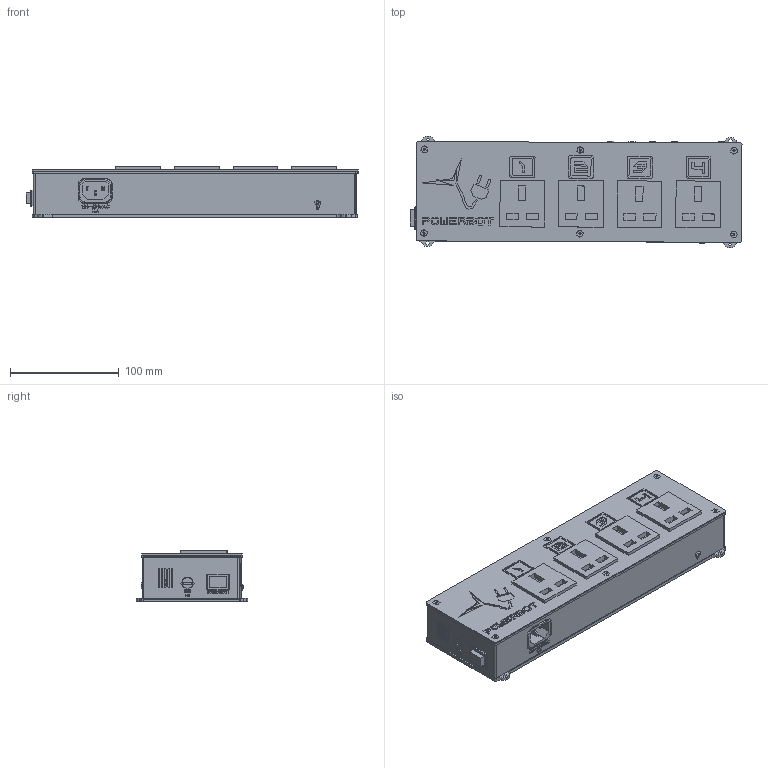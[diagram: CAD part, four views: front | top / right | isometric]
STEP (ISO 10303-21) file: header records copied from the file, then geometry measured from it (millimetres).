
FILE_DESCRIPTION (( 'STEP AP214' ), '1' );
FILE_NAME ('PowerBot_HW04.STEP', '2019-11-19T18:22:58', ( '' ), ( '' ), 'SwSTEP 2.0', 'SolidWorks 2016', '' );
FILE_SCHEMA (( 'AUTOMOTIVE_DESIGN' ));
Length unit declared in the file: millimetre
Products named in the file (15): 120000400012000_Lateral2_PowerBot_Base; 120000400010000_Deco_Powerbot_Predeterminado; PowerBot_HW04; 120000500005002_Base_Powerbot_Predeterminado; 120000400011000_Lateral1_PowerBot_Base; M3_Screw_CounterSunk_10; PowerSwitch; Separador 6mm_Predeterminado; Button Cap; 100011004; 120000500004001_Tampa_Powerbot_Predeterminado; Socket_Predeterminado; M3X0_5_Screw_Earth; Separador 15mm_Predeterminado; Separador 15mm_FF
Assembly tree (47 placements, depth 2):
  PowerBot_HW04
    120000500005002_Base_Powerbot_Predeterminado
    120000500004001_Tampa_Powerbot_Predeterminado
    120000400010000_Deco_Powerbot_Predeterminado
    120000400011000_Lateral1_PowerBot_Base
    120000400012000_Lateral2_PowerBot_Base
    Socket_Predeterminado  x4
    100011004
    Button Cap  x4
    PowerSwitch
    Separador 6mm_Predeterminado  x6
    Separador 15mm_Predeterminado  x6
    M3_Screw_CounterSunk_10  x12
    Separador 15mm_FF  x6
    M3X0_5_Screw_Earth  x2
Bounding box: 305.35 x 102.69 x 46.62 mm (x, y, z)
Volume: 309647.7 mm3
Topology: 43 solids, 649 shells, 6728 faces, 19113 edges, 13321 vertices
Faces by surface type: plane 3970, bspline 1367, cylinder 982, cone 376, torus 25, sphere 8
Entity records: 288373 total; most frequent: CARTESIAN_POINT 106084, ORIENTED_EDGE 28067, DIRECTION 21905, EDGE_CURVE 15681, LINE 11301, VECTOR 11301, VERTEX_POINT 11246, EDGE_LOOP 5785
